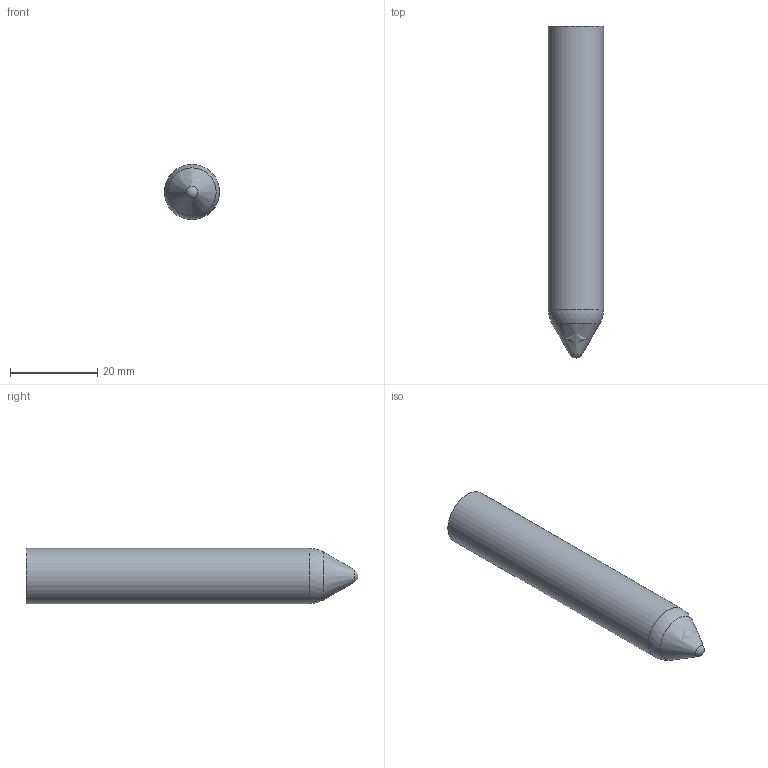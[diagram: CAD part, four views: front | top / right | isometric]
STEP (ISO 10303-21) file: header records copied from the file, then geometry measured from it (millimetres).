
FILE_DESCRIPTION(/* description */ (''),/* implementation_level */ '2;1');
FILE_NAME(/* name */ 'Helical_86342.step',/* time_stamp */ '2023-07-10T16:32:41-04:00',/* author */ (''),/* organization */ (''),/* preprocessor_version */ 'ST-DEVELOPER v19.2',/* originating_system */ 'Autodesk Translation Framework v12.6.0.85',/* authorisation */ '');
FILE_SCHEMA (('AUTOMOTIVE_DESIGN { 1 0 10303 214 3 1 1 }'));
Length unit declared in the file: inch
Products named in the file (1): (Unsaved)
Bounding box: 12.7 x 76.19 x 12.7 mm (x, y, z)
Volume: 8915.7 mm3; surface area: 3036.9 mm2
Topology: 1 solids, 1 shells, 5 faces, 8 edges, 5 vertices
Faces by surface type: sphere 2, plane 1, cylinder 1, bspline 1
Full cylindrical faces by diameter (mm): 12.7 x1
Entity records: 178 total; most frequent: CARTESIAN_POINT 45, DIRECTION 25, ORIENTED_EDGE 16, AXIS2_PLACEMENT_3D 12, EDGE_CURVE 8, CIRCLE 7, FACE_OUTER_BOUND 5, EDGE_LOOP 5
